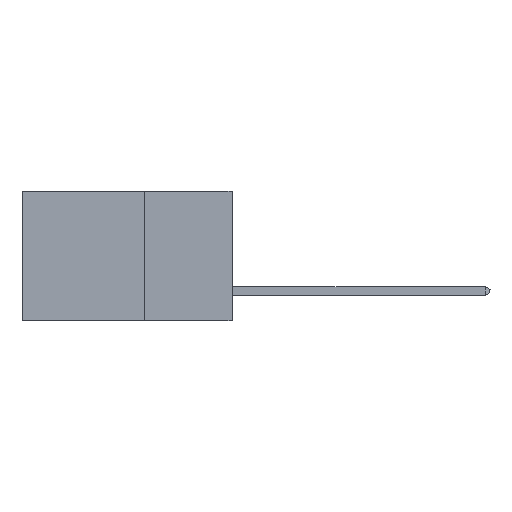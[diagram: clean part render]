
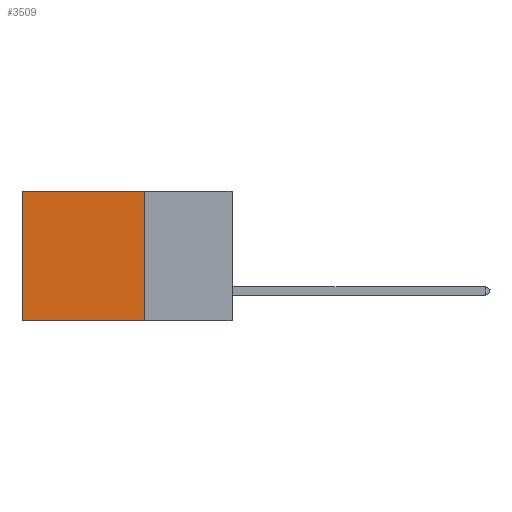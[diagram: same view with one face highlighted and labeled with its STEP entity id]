
A CAD part, left-side view. The second image highlights one B-rep face of the part: STEP entity #3509.
In plain terms, the highlighted planar face has unit normal (-1, 0, 0).
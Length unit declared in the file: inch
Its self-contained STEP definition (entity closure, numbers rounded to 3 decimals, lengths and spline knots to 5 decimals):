
#2785 = ORIENTED_EDGE ( 'NONE', *, *, #35528, .F. ) ;
#3470 = CARTESIAN_POINT ( 'NONE',  ( 0.2875, 0.25, -0.37 ) ) ;
#3509 = ADVANCED_FACE ( 'NONE', ( #22604 ), #14345, .F. ) ;
#3596 = CARTESIAN_POINT ( 'NONE',  ( 0.2875, 0.6, 0. ) ) ;
#3979 = EDGE_CURVE ( 'NONE', #26689, #8934, #17955, .T. ) ;
#4723 = CARTESIAN_POINT ( 'NONE',  ( 0.2875, 0.6, -0.37 ) ) ;
#5801 = ORIENTED_EDGE ( 'NONE', *, *, #9914, .T. ) ;
#6409 = DIRECTION ( 'NONE',  ( 0., 0., -1. ) ) ;
#8675 = VECTOR ( 'NONE', #35892, 39.37008 ) ;
#8690 = EDGE_CURVE ( 'NONE', #12307, #9818, #12840, .T. ) ;
#8934 = VERTEX_POINT ( 'NONE', #3470 ) ;
#9818 = VERTEX_POINT ( 'NONE', #4723 ) ;
#9914 = EDGE_CURVE ( 'NONE', #26689, #12307, #25002, .T. ) ;
#10159 = VECTOR ( 'NONE', #6409, 39.37008 ) ;
#10310 = VECTOR ( 'NONE', #26182, 39.37008 ) ;
#12307 = VERTEX_POINT ( 'NONE', #20047 ) ;
#12840 = LINE ( 'NONE', #3596, #10159 ) ;
#13440 = EDGE_LOOP ( 'NONE', ( #20976, #2785, #16187, #5801 ) ) ;
#14345 = PLANE ( 'NONE',  #31835 ) ;
#14549 = DIRECTION ( 'NONE',  ( 0., 0., -1. ) ) ;
#16187 = ORIENTED_EDGE ( 'NONE', *, *, #3979, .F. ) ;
#16601 = DIRECTION ( 'NONE',  ( 0., 1., 0. ) ) ;
#17953 = CARTESIAN_POINT ( 'NONE',  ( 0.2875, 0.25, 0. ) ) ;
#17955 = LINE ( 'NONE', #34633, #10310 ) ;
#18085 = DIRECTION ( 'NONE',  ( 1., 0., 0. ) ) ;
#20047 = CARTESIAN_POINT ( 'NONE',  ( 0.2875, 0.6, 0. ) ) ;
#20976 = ORIENTED_EDGE ( 'NONE', *, *, #8690, .T. ) ;
#22281 = CARTESIAN_POINT ( 'NONE',  ( 0.2875, 0.25, -0.37 ) ) ;
#22604 = FACE_OUTER_BOUND ( 'NONE', #13440, .T. ) ;
#22622 = CARTESIAN_POINT ( 'NONE',  ( 0.2875, 0.25, 0. ) ) ;
#23645 = LINE ( 'NONE', #22281, #33603 ) ;
#25002 = LINE ( 'NONE', #22622, #8675 ) ;
#26182 = DIRECTION ( 'NONE',  ( 0., 0., -1. ) ) ;
#26689 = VERTEX_POINT ( 'NONE', #36855 ) ;
#31835 = AXIS2_PLACEMENT_3D ( 'NONE', #17953, #18085, #14549 ) ;
#33603 = VECTOR ( 'NONE', #16601, 39.37008 ) ;
#34633 = CARTESIAN_POINT ( 'NONE',  ( 0.2875, 0.25, 0. ) ) ;
#35528 = EDGE_CURVE ( 'NONE', #8934, #9818, #23645, .T. ) ;
#35892 = DIRECTION ( 'NONE',  ( 0., 1., 0. ) ) ;
#36855 = CARTESIAN_POINT ( 'NONE',  ( 0.2875, 0.25, 0. ) ) ;
